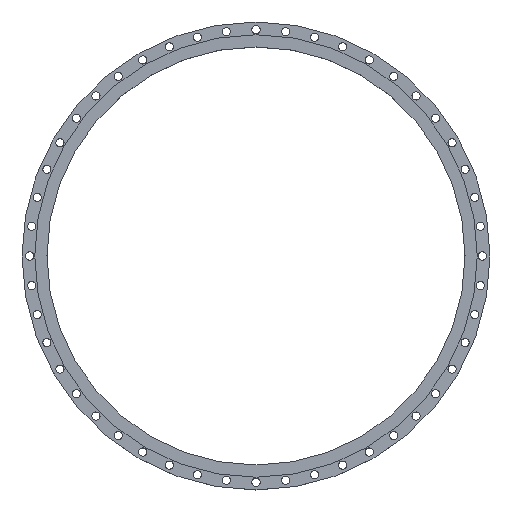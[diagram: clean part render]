
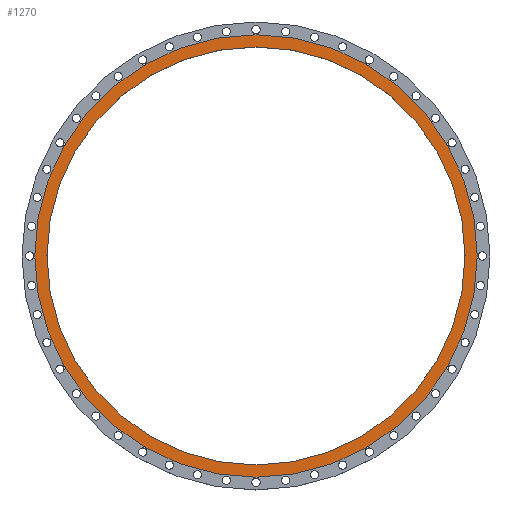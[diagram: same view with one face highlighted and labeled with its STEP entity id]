
A CAD part, top view. The second image highlights one B-rep face of the part: STEP entity #1270.
In plain terms, the highlighted planar face has unit normal (0, 0, 1).
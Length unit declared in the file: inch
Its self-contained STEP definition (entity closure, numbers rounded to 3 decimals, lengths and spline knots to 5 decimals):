
#128 = EDGE_CURVE ( 'NONE', #2575, #540, #2744, .T. ) ;
#157 = DIRECTION ( 'NONE',  ( 1., 0., 0. ) ) ;
#299 = AXIS2_PLACEMENT_3D ( 'NONE', #2095, #1441, #2414 ) ;
#304 = VERTEX_POINT ( 'NONE', #2819 ) ;
#402 = EDGE_CURVE ( 'NONE', #557, #304, #2138, .T. ) ;
#405 = CARTESIAN_POINT ( 'NONE',  ( 0., 0., 0. ) ) ;
#434 = CARTESIAN_POINT ( 'NONE',  ( 0., 25.625, 0. ) ) ;
#524 = AXIS2_PLACEMENT_3D ( 'NONE', #434, #2399, #3381 ) ;
#540 = VERTEX_POINT ( 'NONE', #1894 ) ;
#545 = ORIENTED_EDGE ( 'NONE', *, *, #402, .T. ) ;
#557 = VERTEX_POINT ( 'NONE', #3188 ) ;
#736 = CIRCLE ( 'NONE', #299, 27.125 ) ;
#794 = CIRCLE ( 'NONE', #3094, 25.625 ) ;
#829 = EDGE_LOOP ( 'NONE', ( #2804, #545 ) ) ;
#1017 = FACE_BOUND ( 'NONE', #1966, .T. ) ;
#1262 = ORIENTED_EDGE ( 'NONE', *, *, #128, .F. ) ;
#1270 = ADVANCED_FACE ( 'NONE', ( #1017, #1951 ), #2923, .F. ) ;
#1313 = DIRECTION ( 'NONE',  ( 1., 0., 0. ) ) ;
#1333 = DIRECTION ( 'NONE',  ( 0., 0., 1. ) ) ;
#1441 = DIRECTION ( 'NONE',  ( 0., 0., 1. ) ) ;
#1483 = CARTESIAN_POINT ( 'NONE',  ( 25.625, 0., 0. ) ) ;
#1894 = CARTESIAN_POINT ( 'NONE',  ( -25.625, 0., 0. ) ) ;
#1951 = FACE_OUTER_BOUND ( 'NONE', #829, .T. ) ;
#1966 = EDGE_LOOP ( 'NONE', ( #1262, #2502 ) ) ;
#2095 = CARTESIAN_POINT ( 'NONE',  ( 0., 0., 0. ) ) ;
#2138 = CIRCLE ( 'NONE', #3138, 27.125 ) ;
#2331 = AXIS2_PLACEMENT_3D ( 'NONE', #3870, #3261, #157 ) ;
#2390 = EDGE_CURVE ( 'NONE', #540, #2575, #794, .T. ) ;
#2399 = DIRECTION ( 'NONE',  ( 0., 0., -1. ) ) ;
#2414 = DIRECTION ( 'NONE',  ( 1., 0., 0. ) ) ;
#2502 = ORIENTED_EDGE ( 'NONE', *, *, #2390, .F. ) ;
#2575 = VERTEX_POINT ( 'NONE', #1483 ) ;
#2744 = CIRCLE ( 'NONE', #2331, 25.625 ) ;
#2804 = ORIENTED_EDGE ( 'NONE', *, *, #2982, .T. ) ;
#2819 = CARTESIAN_POINT ( 'NONE',  ( 27.125, 0., 0. ) ) ;
#2923 = PLANE ( 'NONE',  #524 ) ;
#2982 = EDGE_CURVE ( 'NONE', #304, #557, #736, .T. ) ;
#3094 = AXIS2_PLACEMENT_3D ( 'NONE', #3455, #3816, #3472 ) ;
#3138 = AXIS2_PLACEMENT_3D ( 'NONE', #405, #1333, #1313 ) ;
#3188 = CARTESIAN_POINT ( 'NONE',  ( -27.125, 0., 0. ) ) ;
#3261 = DIRECTION ( 'NONE',  ( 0., 0., 1. ) ) ;
#3381 = DIRECTION ( 'NONE',  ( -1., 0., 0. ) ) ;
#3455 = CARTESIAN_POINT ( 'NONE',  ( 0., 0., 0. ) ) ;
#3472 = DIRECTION ( 'NONE',  ( 1., 0., 0. ) ) ;
#3816 = DIRECTION ( 'NONE',  ( 0., 0., 1. ) ) ;
#3870 = CARTESIAN_POINT ( 'NONE',  ( 0., 0., 0. ) ) ;
